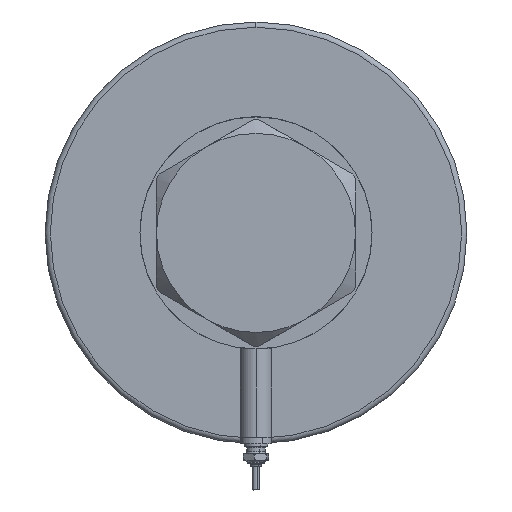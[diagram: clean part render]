
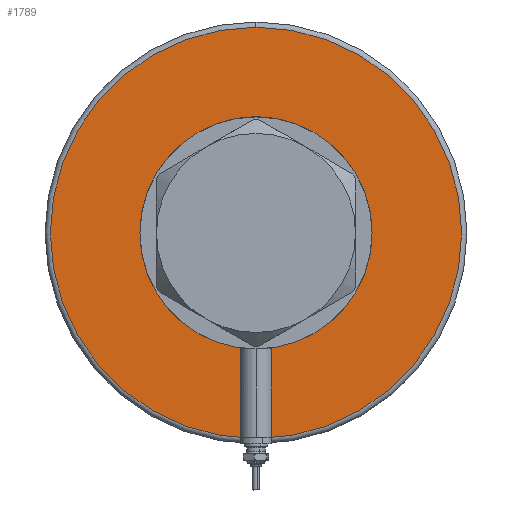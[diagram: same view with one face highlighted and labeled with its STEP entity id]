
A CAD part, left-side view. The second image highlights one B-rep face of the part: STEP entity #1789.
In plain terms, the highlighted face is planar.
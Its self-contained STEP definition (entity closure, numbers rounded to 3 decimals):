
#78 = ORIENTED_EDGE ( 'NONE', *, *, #1523, .T. ) ;
#136 = VERTEX_POINT ( 'NONE', #3788 ) ;
#151 = ORIENTED_EDGE ( 'NONE', *, *, #5170, .T. ) ;
#745 = VERTEX_POINT ( 'NONE', #5746 ) ;
#814 = AXIS2_PLACEMENT_3D ( 'NONE', #2100, #4082, #4987 ) ;
#1117 = CIRCLE ( 'NONE', #4670, 37.5 ) ;
#1174 = DIRECTION ( 'NONE',  ( 1., 0., 0. ) ) ;
#1290 = CARTESIAN_POINT ( 'NONE',  ( 0., 0., 0. ) ) ;
#1523 = EDGE_CURVE ( 'NONE', #5977, #3077, #1117, .T. ) ;
#1560 = DIRECTION ( 'NONE',  ( 0., 0., 1. ) ) ;
#1623 = CARTESIAN_POINT ( 'NONE',  ( 37.5, 0., 0. ) ) ;
#1654 = DIRECTION ( 'NONE',  ( 0., 0., 1. ) ) ;
#1777 = CIRCLE ( 'NONE', #3087, 78. ) ;
#1789 = ADVANCED_FACE ( 'NONE', ( #4148, #2160 ), #5118, .F. ) ;
#2100 = CARTESIAN_POINT ( 'NONE',  ( 0., 0., 0. ) ) ;
#2160 = FACE_BOUND ( 'NONE', #4578, .T. ) ;
#2612 = EDGE_CURVE ( 'NONE', #3077, #5977, #3562, .T. ) ;
#3077 = VERTEX_POINT ( 'NONE', #5786 ) ;
#3087 = AXIS2_PLACEMENT_3D ( 'NONE', #1290, #5743, #4212 ) ;
#3538 = EDGE_CURVE ( 'NONE', #136, #745, #6383, .T. ) ;
#3562 = CIRCLE ( 'NONE', #6056, 37.5 ) ;
#3777 = AXIS2_PLACEMENT_3D ( 'NONE', #5710, #3824, #5246 ) ;
#3788 = CARTESIAN_POINT ( 'NONE',  ( 78., 0., 0. ) ) ;
#3824 = DIRECTION ( 'NONE',  ( 0., 0., -1. ) ) ;
#3994 = EDGE_LOOP ( 'NONE', ( #6288, #151 ) ) ;
#4082 = DIRECTION ( 'NONE',  ( 0., 0., 1. ) ) ;
#4148 = FACE_OUTER_BOUND ( 'NONE', #3994, .T. ) ;
#4212 = DIRECTION ( 'NONE',  ( 1., 0., 0. ) ) ;
#4578 = EDGE_LOOP ( 'NONE', ( #78, #5380 ) ) ;
#4670 = AXIS2_PLACEMENT_3D ( 'NONE', #6058, #1654, #1174 ) ;
#4987 = DIRECTION ( 'NONE',  ( 1., 0., 0. ) ) ;
#5118 = PLANE ( 'NONE',  #814 ) ;
#5170 = EDGE_CURVE ( 'NONE', #745, #136, #1777, .T. ) ;
#5246 = DIRECTION ( 'NONE',  ( 1., 0., 0. ) ) ;
#5380 = ORIENTED_EDGE ( 'NONE', *, *, #2612, .T. ) ;
#5710 = CARTESIAN_POINT ( 'NONE',  ( 0., 0., 0. ) ) ;
#5743 = DIRECTION ( 'NONE',  ( 0., 0., -1. ) ) ;
#5746 = CARTESIAN_POINT ( 'NONE',  ( -78., 0., 0. ) ) ;
#5786 = CARTESIAN_POINT ( 'NONE',  ( -37.5, 0., 0. ) ) ;
#5962 = CARTESIAN_POINT ( 'NONE',  ( 0., 0., 0. ) ) ;
#5977 = VERTEX_POINT ( 'NONE', #1623 ) ;
#6028 = DIRECTION ( 'NONE',  ( 1., 0., 0. ) ) ;
#6056 = AXIS2_PLACEMENT_3D ( 'NONE', #5962, #1560, #6028 ) ;
#6058 = CARTESIAN_POINT ( 'NONE',  ( 0., 0., 0. ) ) ;
#6288 = ORIENTED_EDGE ( 'NONE', *, *, #3538, .T. ) ;
#6383 = CIRCLE ( 'NONE', #3777, 78. ) ;
